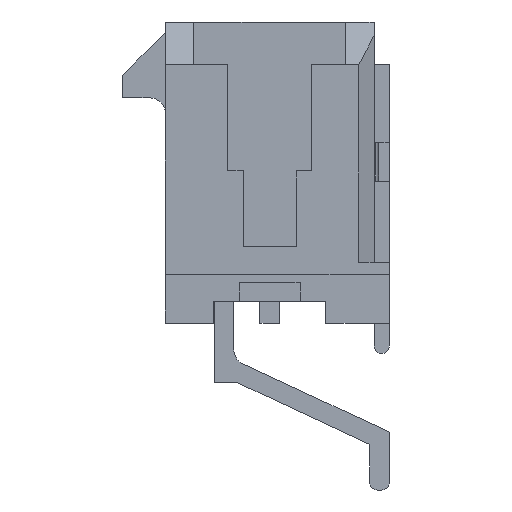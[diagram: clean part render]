
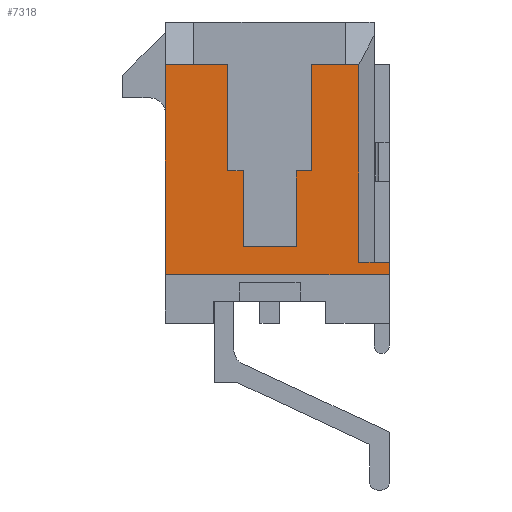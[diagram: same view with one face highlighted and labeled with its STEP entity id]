
A CAD part, left-side view. The second image highlights one B-rep face of the part: STEP entity #7318.
In plain terms, the highlighted planar face has unit normal (-1, 0, 0).
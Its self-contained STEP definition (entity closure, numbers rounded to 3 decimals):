
#1=DIRECTION('',(0.,0.,-1.));
#2=VECTOR('',#1,3.5);
#3=CARTESIAN_POINT('',(-13.825,-1.375,3.55));
#4=LINE('',#3,#2);
#5=DIRECTION('',(0.,1.,0.));
#6=VECTOR('',#5,1.125);
#7=CARTESIAN_POINT('',(-13.825,-2.5,3.55));
#8=LINE('',#7,#6);
#9=DIRECTION('',(0.,-1.,0.));
#10=VECTOR('',#9,0.435);
#11=CARTESIAN_POINT('',(-13.825,-2.5,3.55));
#12=LINE('',#11,#10);
#13=DIRECTION('',(0.,0.,-1.));
#14=VECTOR('',#13,6.51);
#15=CARTESIAN_POINT('',(-13.825,-2.935,3.55));
#16=LINE('',#15,#14);
#17=DIRECTION('',(0.,0.,-1.));
#18=VECTOR('',#17,0.4);
#19=CARTESIAN_POINT('',(-13.825,-3.935,-2.96));
#20=LINE('',#19,#18);
#21=DIRECTION('',(0.,1.,0.));
#22=VECTOR('',#21,7.37);
#23=CARTESIAN_POINT('',(-13.825,-3.935,-3.36));
#24=LINE('',#23,#22);
#25=DIRECTION('',(0.,0.,1.));
#26=VECTOR('',#25,6.91);
#27=CARTESIAN_POINT('',(-13.825,3.435,-3.36));
#28=LINE('',#27,#26);
#29=DIRECTION('',(0.,-1.,0.));
#30=VECTOR('',#29,0.935);
#31=CARTESIAN_POINT('',(-13.825,3.435,3.55));
#32=LINE('',#31,#30);
#33=DIRECTION('',(0.,1.,0.));
#34=VECTOR('',#33,1.125);
#35=CARTESIAN_POINT('',(-13.825,1.375,3.55));
#36=LINE('',#35,#34);
#37=DIRECTION('',(0.,0.,-1.));
#38=VECTOR('',#37,3.5);
#39=CARTESIAN_POINT('',(-13.825,1.375,3.55));
#40=LINE('',#39,#38);
#41=DIRECTION('',(0.,1.,0.));
#42=VECTOR('',#41,0.5);
#43=CARTESIAN_POINT('',(-13.825,0.875,0.05));
#44=LINE('',#43,#42);
#45=DIRECTION('',(0.,0.,1.));
#46=VECTOR('',#45,2.5);
#47=CARTESIAN_POINT('',(-13.825,0.875,-2.45));
#48=LINE('',#47,#46);
#49=DIRECTION('',(0.,1.,0.));
#50=VECTOR('',#49,1.75);
#51=CARTESIAN_POINT('',(-13.825,-0.875,-2.45));
#52=LINE('',#51,#50);
#53=DIRECTION('',(0.,0.,-1.));
#54=VECTOR('',#53,2.5);
#55=CARTESIAN_POINT('',(-13.825,-0.875,0.05));
#56=LINE('',#55,#54);
#57=DIRECTION('',(0.,1.,0.));
#58=VECTOR('',#57,0.5);
#59=CARTESIAN_POINT('',(-13.825,-1.375,0.05));
#60=LINE('',#59,#58);
#2099=DIRECTION('',(0.,1.,0.));
#2100=VECTOR('',#2099,1.);
#2101=CARTESIAN_POINT('',(-13.825,-3.935,-2.96));
#2102=LINE('',#2101,#2100);
#5524=CARTESIAN_POINT('',(-13.825,3.435,3.55));
#5526=VERTEX_POINT('',#5524);
#5573=CARTESIAN_POINT('',(-13.825,-3.935,-2.96));
#5574=CARTESIAN_POINT('',(-13.825,-2.935,-2.96));
#5575=VERTEX_POINT('',#5573);
#5576=VERTEX_POINT('',#5574);
#5581=CARTESIAN_POINT('',(-13.825,2.5,3.55));
#5582=VERTEX_POINT('',#5581);
#5583=CARTESIAN_POINT('',(-13.825,-2.5,3.55));
#5584=VERTEX_POINT('',#5583);
#5923=CARTESIAN_POINT('',(-13.825,-1.375,3.55));
#5924=CARTESIAN_POINT('',(-13.825,-1.375,0.05));
#5925=VERTEX_POINT('',#5923);
#5926=VERTEX_POINT('',#5924);
#5927=CARTESIAN_POINT('',(-13.825,-0.875,0.05));
#5928=VERTEX_POINT('',#5927);
#5929=CARTESIAN_POINT('',(-13.825,-0.875,-2.45));
#5930=VERTEX_POINT('',#5929);
#5931=CARTESIAN_POINT('',(-13.825,0.875,-2.45));
#5932=VERTEX_POINT('',#5931);
#5933=CARTESIAN_POINT('',(-13.825,0.875,0.05));
#5934=VERTEX_POINT('',#5933);
#5935=CARTESIAN_POINT('',(-13.825,1.375,0.05));
#5936=VERTEX_POINT('',#5935);
#5937=CARTESIAN_POINT('',(-13.825,1.375,3.55));
#5938=VERTEX_POINT('',#5937);
#7245=CARTESIAN_POINT('',(-13.825,-3.935,-3.36));
#7246=CARTESIAN_POINT('',(-13.825,3.435,-3.36));
#7247=VERTEX_POINT('',#7245);
#7248=VERTEX_POINT('',#7246);
#7277=CARTESIAN_POINT('',(-13.825,-2.935,3.55));
#7278=VERTEX_POINT('',#7277);
#7279=CARTESIAN_POINT('',(-13.825,0.,0.));
#7280=DIRECTION('',(1.,0.,0.));
#7281=DIRECTION('',(0.,0.,-1.));
#7282=AXIS2_PLACEMENT_3D('',#7279,#7280,#7281);
#7283=PLANE('',#7282);
#7285=ORIENTED_EDGE('',*,*,#7284,.F.);
#7287=ORIENTED_EDGE('',*,*,#7286,.F.);
#7289=ORIENTED_EDGE('',*,*,#7288,.T.);
#7291=ORIENTED_EDGE('',*,*,#7290,.T.);
#7293=ORIENTED_EDGE('',*,*,#7292,.F.);
#7295=ORIENTED_EDGE('',*,*,#7294,.T.);
#7297=ORIENTED_EDGE('',*,*,#7296,.T.);
#7299=ORIENTED_EDGE('',*,*,#7298,.T.);
#7301=ORIENTED_EDGE('',*,*,#7300,.T.);
#7303=ORIENTED_EDGE('',*,*,#7302,.F.);
#7305=ORIENTED_EDGE('',*,*,#7304,.T.);
#7307=ORIENTED_EDGE('',*,*,#7306,.F.);
#7309=ORIENTED_EDGE('',*,*,#7308,.F.);
#7311=ORIENTED_EDGE('',*,*,#7310,.F.);
#7313=ORIENTED_EDGE('',*,*,#7312,.F.);
#7315=ORIENTED_EDGE('',*,*,#7314,.F.);
#7316=EDGE_LOOP('',(#7285,#7287,#7289,#7291,#7293,#7295,#7297,#7299,#7301,#7303,
#7305,#7307,#7309,#7311,#7313,#7315));
#7317=FACE_OUTER_BOUND('',#7316,.F.);
#7318=ADVANCED_FACE('',(#7317),#7283,.F.);
#7284=EDGE_CURVE('',#5925,#5926,#4,.T.);
#7286=EDGE_CURVE('',#5584,#5925,#8,.T.);
#7288=EDGE_CURVE('',#5584,#7278,#12,.T.);
#7290=EDGE_CURVE('',#7278,#5576,#16,.T.);
#7292=EDGE_CURVE('',#5575,#5576,#2102,.T.);
#7294=EDGE_CURVE('',#5575,#7247,#20,.T.);
#7296=EDGE_CURVE('',#7247,#7248,#24,.T.);
#7298=EDGE_CURVE('',#7248,#5526,#28,.T.);
#7300=EDGE_CURVE('',#5526,#5582,#32,.T.);
#7302=EDGE_CURVE('',#5938,#5582,#36,.T.);
#7304=EDGE_CURVE('',#5938,#5936,#40,.T.);
#7306=EDGE_CURVE('',#5934,#5936,#44,.T.);
#7308=EDGE_CURVE('',#5932,#5934,#48,.T.);
#7310=EDGE_CURVE('',#5930,#5932,#52,.T.);
#7312=EDGE_CURVE('',#5928,#5930,#56,.T.);
#7314=EDGE_CURVE('',#5926,#5928,#60,.T.);
